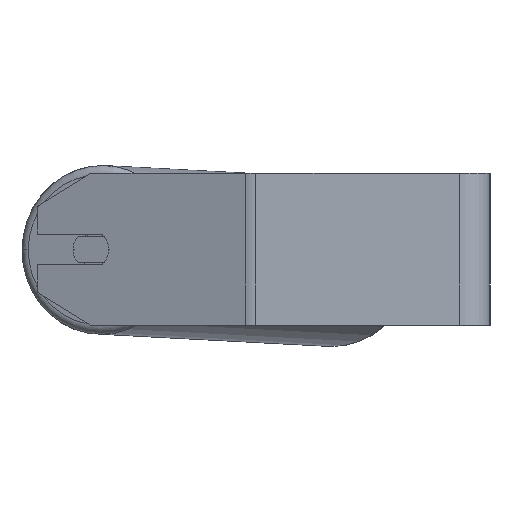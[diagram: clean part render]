
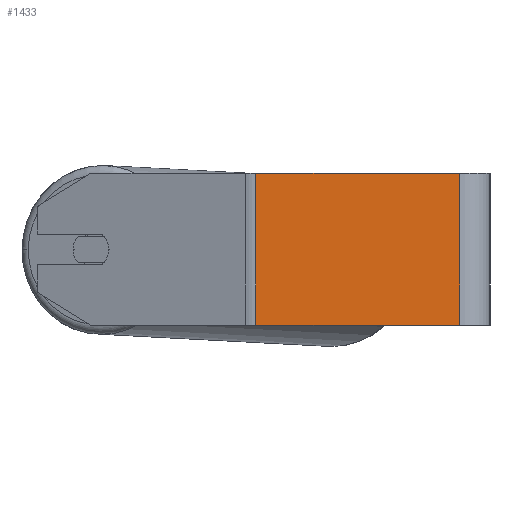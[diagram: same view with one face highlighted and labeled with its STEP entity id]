
A CAD part, left-side view. The second image highlights one B-rep face of the part: STEP entity #1433.
In plain terms, the highlighted planar face has unit normal (-1, 0, 0).
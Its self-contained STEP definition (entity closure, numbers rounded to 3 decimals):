
#45 = LINE ( 'NONE', #4022, #6336 ) ;
#521 = CARTESIAN_POINT ( 'NONE',  ( -405., 16., 40. ) ) ;
#879 = EDGE_CURVE ( 'NONE', #5491, #5639, #1380, .T. ) ;
#921 = DIRECTION ( 'NONE',  ( 0., 0., -1. ) ) ;
#1010 = AXIS2_PLACEMENT_3D ( 'NONE', #1591, #5488, #921 ) ;
#1087 = EDGE_CURVE ( 'NONE', #1531, #5639, #7164, .T. ) ;
#1223 = EDGE_CURVE ( 'NONE', #6950, #5491, #45, .T. ) ;
#1380 = LINE ( 'NONE', #3698, #3741 ) ;
#1396 = VECTOR ( 'NONE', #7090, 1000. ) ;
#1433 = ADVANCED_FACE ( 'NONE', ( #3863 ), #7122, .F. ) ;
#1437 = CARTESIAN_POINT ( 'NONE',  ( -405., 123.41, -40. ) ) ;
#1473 = VECTOR ( 'NONE', #4350, 1000. ) ;
#1475 = CARTESIAN_POINT ( 'NONE',  ( -405., 126.231, 40. ) ) ;
#1531 = VERTEX_POINT ( 'NONE', #4564 ) ;
#1591 = CARTESIAN_POINT ( 'NONE',  ( -405., 126.231, 40. ) ) ;
#1767 = ORIENTED_EDGE ( 'NONE', *, *, #1087, .F. ) ;
#2004 = LINE ( 'NONE', #1475, #1396 ) ;
#2897 = DIRECTION ( 'NONE',  ( 0., 0., -1. ) ) ;
#3660 = DIRECTION ( 'NONE',  ( 0., -1., 0. ) ) ;
#3698 = CARTESIAN_POINT ( 'NONE',  ( -405., 126.231, -40. ) ) ;
#3703 = CARTESIAN_POINT ( 'NONE',  ( -405., 123.41, 40. ) ) ;
#3741 = VECTOR ( 'NONE', #3660, 1000. ) ;
#3863 = FACE_OUTER_BOUND ( 'NONE', #5279, .T. ) ;
#4008 = EDGE_CURVE ( 'NONE', #6950, #1531, #2004, .T. ) ;
#4022 = CARTESIAN_POINT ( 'NONE',  ( -405., 123.41, 40. ) ) ;
#4036 = ORIENTED_EDGE ( 'NONE', *, *, #1223, .T. ) ;
#4350 = DIRECTION ( 'NONE',  ( 0., 0., -1. ) ) ;
#4554 = ORIENTED_EDGE ( 'NONE', *, *, #879, .T. ) ;
#4564 = CARTESIAN_POINT ( 'NONE',  ( -405., 16., 40. ) ) ;
#5279 = EDGE_LOOP ( 'NONE', ( #4554, #1767, #6276, #4036 ) ) ;
#5488 = DIRECTION ( 'NONE',  ( 1., 0., 0. ) ) ;
#5491 = VERTEX_POINT ( 'NONE', #1437 ) ;
#5639 = VERTEX_POINT ( 'NONE', #5744 ) ;
#5744 = CARTESIAN_POINT ( 'NONE',  ( -405., 16., -40. ) ) ;
#6276 = ORIENTED_EDGE ( 'NONE', *, *, #4008, .F. ) ;
#6336 = VECTOR ( 'NONE', #2897, 1000. ) ;
#6950 = VERTEX_POINT ( 'NONE', #3703 ) ;
#7090 = DIRECTION ( 'NONE',  ( 0., -1., 0. ) ) ;
#7122 = PLANE ( 'NONE',  #1010 ) ;
#7164 = LINE ( 'NONE', #521, #1473 ) ;
